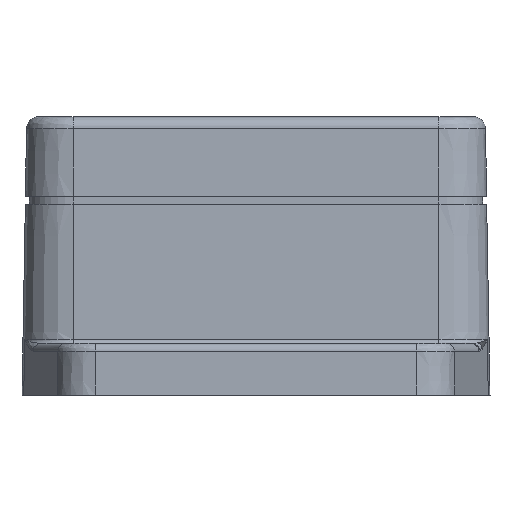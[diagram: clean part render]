
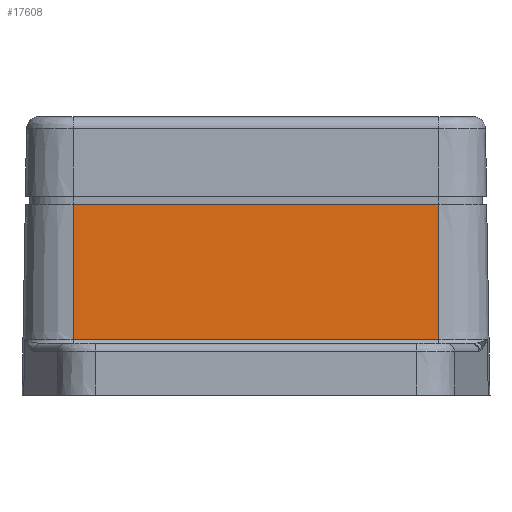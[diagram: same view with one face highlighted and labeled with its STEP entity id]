
A CAD part, left-side view. The second image highlights one B-rep face of the part: STEP entity #17608.
In plain terms, the highlighted planar face has unit normal (-1, 0, 0.018).
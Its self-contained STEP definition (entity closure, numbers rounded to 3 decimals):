
#417 = ORIENTED_EDGE ( 'NONE', *, *, #17622, .F. ) ;
#4913 = EDGE_CURVE ( 'NONE', #4931, #4915, #16173, .T. ) ;
#4915 = VERTEX_POINT ( 'NONE', #16157 ) ;
#4931 = VERTEX_POINT ( 'NONE', #16188 ) ;
#4949 = VERTEX_POINT ( 'NONE', #16246 ) ;
#5002 = EDGE_CURVE ( 'NONE', #4949, #4915, #16323, .T. ) ;
#16157 = CARTESIAN_POINT ( 'NONE',  ( -90342.23, -45247.321, -5.246 ) ) ;
#16158 = DIRECTION ( 'NONE',  ( 0., -1., 0. ) ) ;
#16159 = VECTOR ( 'NONE', #16158, 1000. ) ;
#16172 = CARTESIAN_POINT ( 'NONE',  ( -90342.23, -45201.321, -5.246 ) ) ;
#16173 = LINE ( 'NONE', #16172, #16159 ) ;
#16188 = CARTESIAN_POINT ( 'NONE',  ( -90342.23, -45201.321, -5.246 ) ) ;
#16246 = CARTESIAN_POINT ( 'NONE',  ( -90341.933, -45247.321, 11.763 ) ) ;
#16323 = LINE ( 'NONE', #16371, #16368 ) ;
#16367 = DIRECTION ( 'NONE',  ( -0.017, 0., -1. ) ) ;
#16368 = VECTOR ( 'NONE', #16367, 1000. ) ;
#16371 = CARTESIAN_POINT ( 'NONE',  ( -90342.142, -45247.321, -0.237 ) ) ;
#17031 = CARTESIAN_POINT ( 'NONE',  ( -90341.933, -45201.321, 11.763 ) ) ;
#17188 = AXIS2_PLACEMENT_3D ( 'NONE', #17230, #17229, #17228 ) ;
#17201 = FACE_OUTER_BOUND ( 'NONE', #17563, .T. ) ;
#17210 = CARTESIAN_POINT ( 'NONE',  ( -90341.933, -45224.321, 11.763 ) ) ;
#17211 = LINE ( 'NONE', #17210, #17272 ) ;
#17218 = DIRECTION ( 'NONE',  ( 0.017, 0., 1. ) ) ;
#17219 = VECTOR ( 'NONE', #17218, 1000. ) ;
#17220 = CARTESIAN_POINT ( 'NONE',  ( -90342.142, -45201.321, -0.237 ) ) ;
#17224 = LINE ( 'NONE', #17220, #17219 ) ;
#17228 = DIRECTION ( 'NONE',  ( 0.017, 0., 1. ) ) ;
#17229 = DIRECTION ( 'NONE',  ( -1., 0., 0.017 ) ) ;
#17230 = CARTESIAN_POINT ( 'NONE',  ( -90341.933, -45201.321, 11.763 ) ) ;
#17235 = PLANE ( 'NONE',  #17188 ) ;
#17271 = DIRECTION ( 'NONE',  ( 0., -1., 0. ) ) ;
#17272 = VECTOR ( 'NONE', #17271, 1000. ) ;
#17562 = VERTEX_POINT ( 'NONE', #17031 ) ;
#17563 = EDGE_LOOP ( 'NONE', ( #417, #17625, #17600, #17603 ) ) ;
#17600 = ORIENTED_EDGE ( 'NONE', *, *, #4913, .T. ) ;
#17603 = ORIENTED_EDGE ( 'NONE', *, *, #5002, .F. ) ;
#17608 = ADVANCED_FACE ( 'NONE', ( #17201 ), #17235, .T. ) ;
#17619 = EDGE_CURVE ( 'NONE', #4931, #17562, #17224, .T. ) ;
#17622 = EDGE_CURVE ( 'NONE', #17562, #4949, #17211, .T. ) ;
#17625 = ORIENTED_EDGE ( 'NONE', *, *, #17619, .F. ) ;
